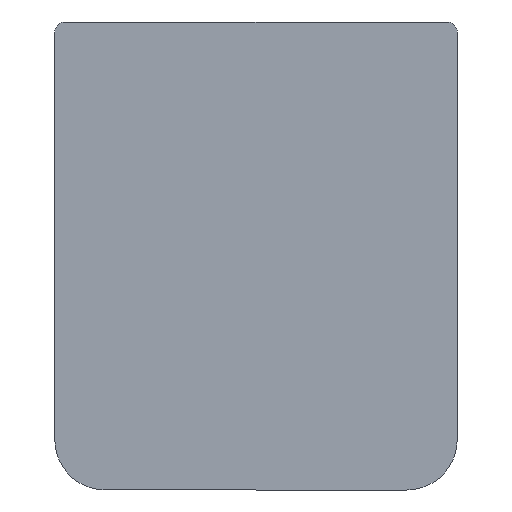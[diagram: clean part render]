
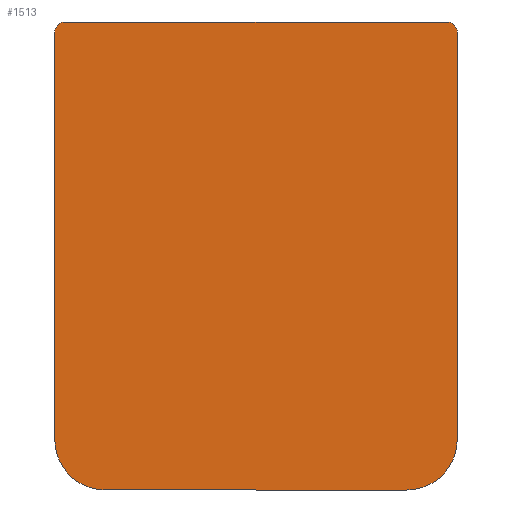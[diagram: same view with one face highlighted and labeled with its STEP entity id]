
A CAD part, front view. The second image highlights one B-rep face of the part: STEP entity #1513.
In plain terms, the highlighted planar face has unit normal (0, -1, 0).
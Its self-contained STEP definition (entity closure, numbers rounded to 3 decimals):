
#20 = AXIS2_PLACEMENT_3D ( 'NONE', #1388, #711, #734 ) ;
#23 = VERTEX_POINT ( 'NONE', #1268 ) ;
#59 = DIRECTION ( 'NONE',  ( 0., 0., -1. ) ) ;
#152 = CIRCLE ( 'NONE', #2231, 1. ) ;
#180 = EDGE_CURVE ( 'NONE', #1120, #23, #2323, .T. ) ;
#293 = VECTOR ( 'NONE', #1033, 1000. ) ;
#381 = DIRECTION ( 'NONE',  ( 0., 0., -1. ) ) ;
#401 = CARTESIAN_POINT ( 'NONE',  ( 35.45, -1.2, 10.7 ) ) ;
#413 = ORIENTED_EDGE ( 'NONE', *, *, #2187, .T. ) ;
#531 = DIRECTION ( 'NONE',  ( 0., -1., 0. ) ) ;
#711 = DIRECTION ( 'NONE',  ( 0., -1., 0. ) ) ;
#726 = ORIENTED_EDGE ( 'NONE', *, *, #180, .T. ) ;
#734 = DIRECTION ( 'NONE',  ( 0., 0., -1. ) ) ;
#743 = CIRCLE ( 'NONE', #1290, 5. ) ;
#813 = CARTESIAN_POINT ( 'NONE',  ( 36.45, -1.2, -34.7 ) ) ;
#821 = ORIENTED_EDGE ( 'NONE', *, *, #2727, .T. ) ;
#861 = CARTESIAN_POINT ( 'NONE',  ( -3.45, -1.2, 11.7 ) ) ;
#913 = FACE_OUTER_BOUND ( 'NONE', #2753, .T. ) ;
#955 = CARTESIAN_POINT ( 'NONE',  ( -3.45, -1.2, -34.7 ) ) ;
#964 = AXIS2_PLACEMENT_3D ( 'NONE', #2724, #1384, #1650 ) ;
#998 = LINE ( 'NONE', #955, #2075 ) ;
#1023 = CARTESIAN_POINT ( 'NONE',  ( 36.45, -1.2, -29.7 ) ) ;
#1033 = DIRECTION ( 'NONE',  ( 0., 0., -1. ) ) ;
#1081 = LINE ( 'NONE', #2800, #2780 ) ;
#1120 = VERTEX_POINT ( 'NONE', #2565 ) ;
#1158 = VERTEX_POINT ( 'NONE', #2168 ) ;
#1214 = DIRECTION ( 'NONE',  ( 0., 0., 1. ) ) ;
#1268 = CARTESIAN_POINT ( 'NONE',  ( -3.45, -1.2, 10.7 ) ) ;
#1287 = VERTEX_POINT ( 'NONE', #2196 ) ;
#1290 = AXIS2_PLACEMENT_3D ( 'NONE', #1613, #2475, #2756 ) ;
#1354 = PLANE ( 'NONE',  #2227 ) ;
#1384 = DIRECTION ( 'NONE',  ( 0., -1., 0. ) ) ;
#1388 = CARTESIAN_POINT ( 'NONE',  ( -2.45, -1.2, 10.7 ) ) ;
#1513 = ADVANCED_FACE ( 'NONE', ( #913 ), #1354, .T. ) ;
#1613 = CARTESIAN_POINT ( 'NONE',  ( 31.45, -1.2, -29.7 ) ) ;
#1650 = DIRECTION ( 'NONE',  ( 0., 0., -1. ) ) ;
#1689 = CIRCLE ( 'NONE', #964, 5. ) ;
#1725 = VERTEX_POINT ( 'NONE', #2675 ) ;
#1765 = ORIENTED_EDGE ( 'NONE', *, *, #2194, .T. ) ;
#1834 = DIRECTION ( 'NONE',  ( 1., 0., 0. ) ) ;
#1836 = ORIENTED_EDGE ( 'NONE', *, *, #1845, .T. ) ;
#1845 = EDGE_CURVE ( 'NONE', #2544, #1120, #1081, .T. ) ;
#1905 = ORIENTED_EDGE ( 'NONE', *, *, #2539, .T. ) ;
#1925 = LINE ( 'NONE', #861, #293 ) ;
#1969 = ORIENTED_EDGE ( 'NONE', *, *, #2778, .T. ) ;
#2075 = VECTOR ( 'NONE', #1834, 1000. ) ;
#2168 = CARTESIAN_POINT ( 'NONE',  ( 1.55, -1.2, -34.7 ) ) ;
#2187 = EDGE_CURVE ( 'NONE', #2607, #2322, #743, .T. ) ;
#2194 = EDGE_CURVE ( 'NONE', #1287, #2544, #152, .T. ) ;
#2196 = CARTESIAN_POINT ( 'NONE',  ( 36.45, -1.2, 10.7 ) ) ;
#2223 = EDGE_CURVE ( 'NONE', #23, #1725, #1925, .T. ) ;
#2227 = AXIS2_PLACEMENT_3D ( 'NONE', #2412, #531, #59 ) ;
#2231 = AXIS2_PLACEMENT_3D ( 'NONE', #401, #2571, #381 ) ;
#2322 = VERTEX_POINT ( 'NONE', #1023 ) ;
#2323 = CIRCLE ( 'NONE', #20, 1. ) ;
#2383 = ORIENTED_EDGE ( 'NONE', *, *, #2223, .T. ) ;
#2412 = CARTESIAN_POINT ( 'NONE',  ( 0., -1.2, 0. ) ) ;
#2433 = CARTESIAN_POINT ( 'NONE',  ( 31.45, -1.2, -34.7 ) ) ;
#2475 = DIRECTION ( 'NONE',  ( 0., -1., 0. ) ) ;
#2537 = CARTESIAN_POINT ( 'NONE',  ( 35.45, -1.2, 11.7 ) ) ;
#2539 = EDGE_CURVE ( 'NONE', #2322, #1287, #2749, .T. ) ;
#2544 = VERTEX_POINT ( 'NONE', #2537 ) ;
#2561 = DIRECTION ( 'NONE',  ( -1., 0., 0. ) ) ;
#2565 = CARTESIAN_POINT ( 'NONE',  ( -2.45, -1.2, 11.7 ) ) ;
#2571 = DIRECTION ( 'NONE',  ( 0., -1., 0. ) ) ;
#2607 = VERTEX_POINT ( 'NONE', #2433 ) ;
#2675 = CARTESIAN_POINT ( 'NONE',  ( -3.45, -1.2, -29.7 ) ) ;
#2708 = VECTOR ( 'NONE', #1214, 1000. ) ;
#2724 = CARTESIAN_POINT ( 'NONE',  ( 1.55, -1.2, -29.7 ) ) ;
#2727 = EDGE_CURVE ( 'NONE', #1158, #2607, #998, .T. ) ;
#2749 = LINE ( 'NONE', #813, #2708 ) ;
#2753 = EDGE_LOOP ( 'NONE', ( #2383, #1969, #821, #413, #1905, #1765, #1836, #726 ) ) ;
#2756 = DIRECTION ( 'NONE',  ( 0., 0., -1. ) ) ;
#2778 = EDGE_CURVE ( 'NONE', #1725, #1158, #1689, .T. ) ;
#2780 = VECTOR ( 'NONE', #2561, 1000. ) ;
#2800 = CARTESIAN_POINT ( 'NONE',  ( 36.45, -1.2, 11.7 ) ) ;
